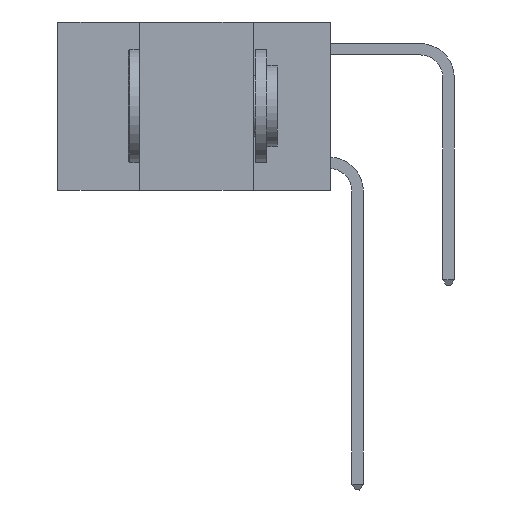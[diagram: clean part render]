
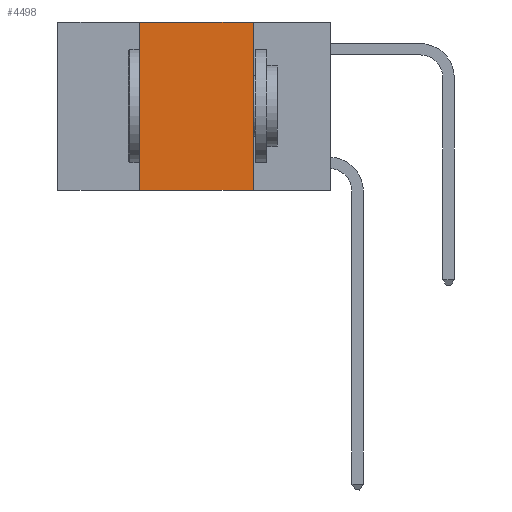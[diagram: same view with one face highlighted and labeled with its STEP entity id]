
A CAD part, left-side view. The second image highlights one B-rep face of the part: STEP entity #4498.
In plain terms, the highlighted planar face has unit normal (-1, 0, 0).
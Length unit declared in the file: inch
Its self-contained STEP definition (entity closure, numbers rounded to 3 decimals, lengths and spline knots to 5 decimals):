
#1321 = VERTEX_POINT ( 'NONE', #21553 ) ;
#2841 = CARTESIAN_POINT ( 'NONE',  ( 0., 0.42, -0.37 ) ) ;
#4498 = ADVANCED_FACE ( 'NONE', ( #13047 ), #9766, .F. ) ;
#4612 = DIRECTION ( 'NONE',  ( 1., 0., 0. ) ) ;
#5861 = EDGE_CURVE ( 'NONE', #1321, #21155, #12417, .T. ) ;
#6958 = LINE ( 'NONE', #27826, #28532 ) ;
#7596 = ORIENTED_EDGE ( 'NONE', *, *, #14441, .F. ) ;
#7882 = AXIS2_PLACEMENT_3D ( 'NONE', #20635, #4612, #31002 ) ;
#7902 = ORIENTED_EDGE ( 'NONE', *, *, #26059, .T. ) ;
#8226 = LINE ( 'NONE', #14262, #10316 ) ;
#9639 = CARTESIAN_POINT ( 'NONE',  ( 0., 0.6, 0. ) ) ;
#9766 = PLANE ( 'NONE',  #7882 ) ;
#9935 = EDGE_LOOP ( 'NONE', ( #7596, #22412, #32287, #7902 ) ) ;
#10316 = VECTOR ( 'NONE', #27200, 39.37008 ) ;
#11540 = EDGE_CURVE ( 'NONE', #15496, #1321, #8226, .T. ) ;
#12417 = LINE ( 'NONE', #9639, #32154 ) ;
#13047 = FACE_OUTER_BOUND ( 'NONE', #9935, .T. ) ;
#14262 = CARTESIAN_POINT ( 'NONE',  ( 0., 0.42, 0. ) ) ;
#14441 = EDGE_CURVE ( 'NONE', #21155, #19510, #6958, .T. ) ;
#14863 = CARTESIAN_POINT ( 'NONE',  ( 0., 0.17, -0.37 ) ) ;
#15496 = VERTEX_POINT ( 'NONE', #2841 ) ;
#17143 = CARTESIAN_POINT ( 'NONE',  ( 0., 0.6, -0.37 ) ) ;
#17700 = VECTOR ( 'NONE', #28190, 39.37008 ) ;
#19001 = CARTESIAN_POINT ( 'NONE',  ( 0., 0.17, 0. ) ) ;
#19510 = VERTEX_POINT ( 'NONE', #14863 ) ;
#19997 = DIRECTION ( 'NONE',  ( 0., -1., 0. ) ) ;
#20635 = CARTESIAN_POINT ( 'NONE',  ( 0., 0.6, 0. ) ) ;
#21155 = VERTEX_POINT ( 'NONE', #19001 ) ;
#21553 = CARTESIAN_POINT ( 'NONE',  ( 0., 0.42, 0. ) ) ;
#22412 = ORIENTED_EDGE ( 'NONE', *, *, #5861, .F. ) ;
#22841 = LINE ( 'NONE', #17143, #17700 ) ;
#25224 = DIRECTION ( 'NONE',  ( 0., 0., -1. ) ) ;
#26059 = EDGE_CURVE ( 'NONE', #15496, #19510, #22841, .T. ) ;
#27200 = DIRECTION ( 'NONE',  ( 0., 0., 1. ) ) ;
#27826 = CARTESIAN_POINT ( 'NONE',  ( 0., 0.17, 0. ) ) ;
#28190 = DIRECTION ( 'NONE',  ( 0., -1., 0. ) ) ;
#28532 = VECTOR ( 'NONE', #25224, 39.37008 ) ;
#31002 = DIRECTION ( 'NONE',  ( 0., 0., -1. ) ) ;
#32154 = VECTOR ( 'NONE', #19997, 39.37008 ) ;
#32287 = ORIENTED_EDGE ( 'NONE', *, *, #11540, .F. ) ;
